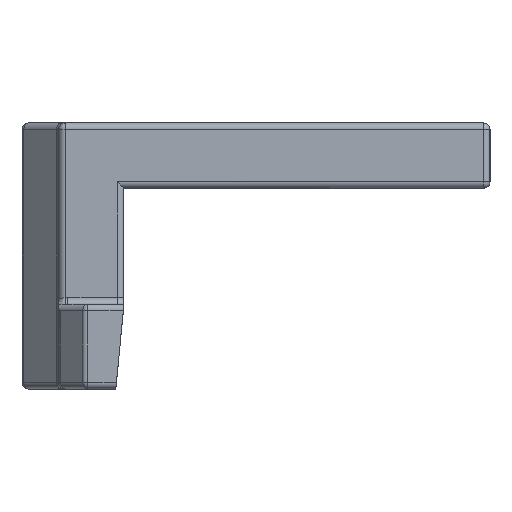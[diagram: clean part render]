
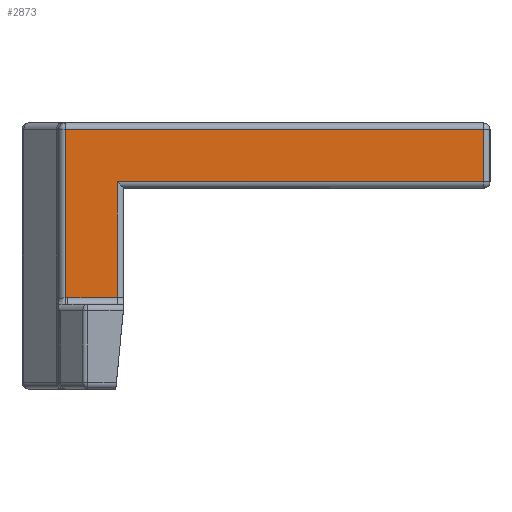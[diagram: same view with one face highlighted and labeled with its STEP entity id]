
A CAD part, left-side view. The second image highlights one B-rep face of the part: STEP entity #2873.
In plain terms, the highlighted planar face has unit normal (-1, 0, 0).
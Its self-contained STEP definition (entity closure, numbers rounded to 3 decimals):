
#65=ELLIPSE('',#3128,1.414,1.);
#103=PLANE('',#3131);
#214=LINE('',#4773,#421);
#215=LINE('',#4862,#422);
#217=LINE('',#4868,#424);
#218=LINE('',#4870,#425);
#219=LINE('',#4872,#426);
#220=LINE('',#4873,#427);
#421=VECTOR('',#3701,10.);
#422=VECTOR('',#3710,10.);
#424=VECTOR('',#3716,10.);
#425=VECTOR('',#3717,10.);
#426=VECTOR('',#3718,10.);
#427=VECTOR('',#3719,10.);
#683=FACE_OUTER_BOUND('',#868,.T.);
#868=EDGE_LOOP('',(#2187,#2188,#2189,#2190,#2191,#2192,#2193));
#1325=VERTEX_POINT('',#4763);
#1327=VERTEX_POINT('',#4769);
#1329=VERTEX_POINT('',#4794);
#1333=VERTEX_POINT('',#4861);
#1335=VERTEX_POINT('',#4867);
#1336=VERTEX_POINT('',#4869);
#1337=VERTEX_POINT('',#4871);
#1633=EDGE_CURVE('',#1325,#1327,#214,.T.);
#1636=EDGE_CURVE('',#1327,#1329,#65,.T.);
#1640=EDGE_CURVE('',#1329,#1333,#215,.T.);
#1643=EDGE_CURVE('',#1335,#1325,#217,.T.);
#1644=EDGE_CURVE('',#1336,#1335,#218,.T.);
#1645=EDGE_CURVE('',#1337,#1336,#219,.T.);
#1646=EDGE_CURVE('',#1333,#1337,#220,.T.);
#2187=ORIENTED_EDGE('',*,*,#1636,.F.);
#2188=ORIENTED_EDGE('',*,*,#1633,.F.);
#2189=ORIENTED_EDGE('',*,*,#1643,.F.);
#2190=ORIENTED_EDGE('',*,*,#1644,.F.);
#2191=ORIENTED_EDGE('',*,*,#1645,.F.);
#2192=ORIENTED_EDGE('',*,*,#1646,.F.);
#2193=ORIENTED_EDGE('',*,*,#1640,.F.);
#2873=ADVANCED_FACE('',(#683),#103,.T.);
#3128=AXIS2_PLACEMENT_3D('',#4798,#3706,#3707);
#3131=AXIS2_PLACEMENT_3D('',#4866,#3714,#3715);
#3701=DIRECTION('',(0.,1.,0.));
#3706=DIRECTION('center_axis',(-1.,0.,0.));
#3707=DIRECTION('ref_axis',(0.,1.,0.));
#3710=DIRECTION('',(0.,0.,1.));
#3714=DIRECTION('center_axis',(-1.,0.,0.));
#3715=DIRECTION('ref_axis',(0.,-1.,0.));
#3716=DIRECTION('',(0.,0.,-1.));
#3717=DIRECTION('',(0.,1.,0.));
#3718=DIRECTION('',(0.,0.,-1.));
#3719=DIRECTION('',(0.,-1.,0.));
#4763=CARTESIAN_POINT('',(2.5,0.5,7.));
#4769=CARTESIAN_POINT('',(2.5,4.293,7.));
#4773=CARTESIAN_POINT('',(2.5,2.5,7.));
#4794=CARTESIAN_POINT('',(2.5,4.5,6.989));
#4798=CARTESIAN_POINT('Origin',(2.5,4.293,6.));
#4861=CARTESIAN_POINT('',(2.5,4.5,19.85));
#4862=CARTESIAN_POINT('',(2.5,4.5,4.875));
#4866=CARTESIAN_POINT('Origin',(2.5,5.,6.5));
#4867=CARTESIAN_POINT('',(2.5,0.5,15.85));
#4868=CARTESIAN_POINT('',(2.5,0.5,4.875));
#4869=CARTESIAN_POINT('',(2.5,-27.5,15.85));
#4870=CARTESIAN_POINT('',(2.5,-2.55,15.85));
#4871=CARTESIAN_POINT('',(2.5,-27.5,19.85));
#4872=CARTESIAN_POINT('',(2.5,-27.5,10.925));
#4873=CARTESIAN_POINT('',(2.5,-2.55,19.85));
